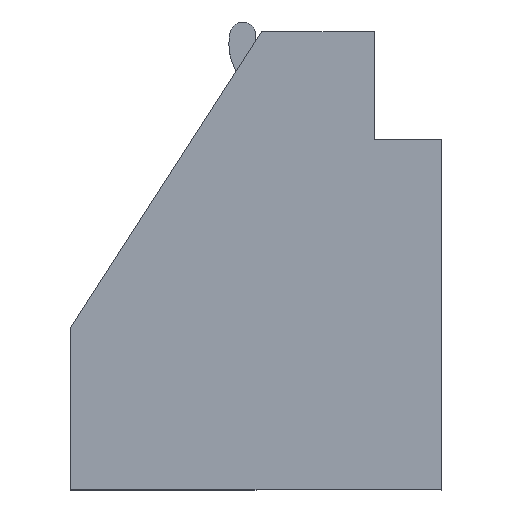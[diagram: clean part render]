
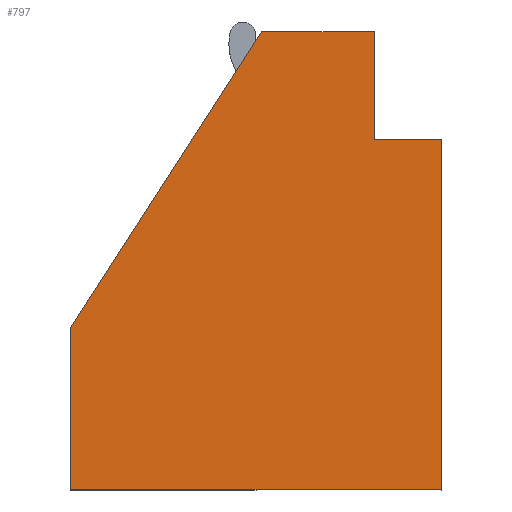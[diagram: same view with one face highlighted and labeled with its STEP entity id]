
A CAD part, top view. The second image highlights one B-rep face of the part: STEP entity #797.
In plain terms, the highlighted planar face has unit normal (0, 0, 1).
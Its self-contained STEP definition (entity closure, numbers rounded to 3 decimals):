
#19 = DIRECTION ( 'NONE',  ( -0.542, -0.84, 0. ) ) ;
#63 = CARTESIAN_POINT ( 'NONE',  ( 0., 0., 9.525 ) ) ;
#73 = DIRECTION ( 'NONE',  ( -1., 0., 0. ) ) ;
#102 = VECTOR ( 'NONE', #73, 1000. ) ;
#167 = VERTEX_POINT ( 'NONE', #1940 ) ;
#237 = ORIENTED_EDGE ( 'NONE', *, *, #570, .T. ) ;
#241 = CARTESIAN_POINT ( 'NONE',  ( 12.409, 12.148, 9.525 ) ) ;
#348 = LINE ( 'NONE', #822, #102 ) ;
#350 = DIRECTION ( 'NONE',  ( 1., 0., 0. ) ) ;
#358 = LINE ( 'NONE', #1360, #2525 ) ;
#430 = CARTESIAN_POINT ( 'NONE',  ( -5.182, -14.399, 9.525 ) ) ;
#459 = DIRECTION ( 'NONE',  ( 0., 1., 0. ) ) ;
#467 = CARTESIAN_POINT ( 'NONE',  ( 12.409, 5.887, 9.525 ) ) ;
#555 = EDGE_CURVE ( 'NONE', #647, #2040, #1753, .T. ) ;
#570 = EDGE_CURVE ( 'NONE', #2318, #737, #358, .T. ) ;
#647 = VERTEX_POINT ( 'NONE', #2394 ) ;
#689 = CARTESIAN_POINT ( 'NONE',  ( 16.305, -14.399, 9.525 ) ) ;
#722 = LINE ( 'NONE', #2718, #906 ) ;
#737 = VERTEX_POINT ( 'NONE', #1669 ) ;
#797 = ADVANCED_FACE ( 'NONE', ( #3065 ), #1869, .T. ) ;
#822 = CARTESIAN_POINT ( 'NONE',  ( 12.409, 12.148, 9.525 ) ) ;
#858 = VECTOR ( 'NONE', #1473, 1000. ) ;
#906 = VECTOR ( 'NONE', #459, 1000. ) ;
#971 = DIRECTION ( 'NONE',  ( -1., 0., 0. ) ) ;
#1101 = EDGE_CURVE ( 'NONE', #2040, #1781, #3020, .T. ) ;
#1113 = VECTOR ( 'NONE', #19, 1000. ) ;
#1360 = CARTESIAN_POINT ( 'NONE',  ( 16.305, 5.887, 9.525 ) ) ;
#1380 = EDGE_CURVE ( 'NONE', #1781, #2318, #2673, .T. ) ;
#1435 = DIRECTION ( 'NONE',  ( 1., 0., 0. ) ) ;
#1473 = DIRECTION ( 'NONE',  ( 0., -1., 0. ) ) ;
#1635 = ORIENTED_EDGE ( 'NONE', *, *, #2640, .T. ) ;
#1669 = CARTESIAN_POINT ( 'NONE',  ( 16.305, 5.887, 9.525 ) ) ;
#1712 = CARTESIAN_POINT ( 'NONE',  ( -5.182, -5.009, 9.525 ) ) ;
#1741 = ORIENTED_EDGE ( 'NONE', *, *, #2789, .T. ) ;
#1753 = LINE ( 'NONE', #2258, #1113 ) ;
#1775 = AXIS2_PLACEMENT_3D ( 'NONE', #63, #3116, #350 ) ;
#1781 = VERTEX_POINT ( 'NONE', #1897 ) ;
#1863 = ORIENTED_EDGE ( 'NONE', *, *, #1101, .T. ) ;
#1869 = PLANE ( 'NONE',  #1775 ) ;
#1877 = EDGE_CURVE ( 'NONE', #167, #2637, #722, .T. ) ;
#1897 = CARTESIAN_POINT ( 'NONE',  ( -5.182, -14.399, 9.525 ) ) ;
#1940 = CARTESIAN_POINT ( 'NONE',  ( 12.409, 5.887, 9.525 ) ) ;
#2040 = VERTEX_POINT ( 'NONE', #2764 ) ;
#2064 = ORIENTED_EDGE ( 'NONE', *, *, #1380, .T. ) ;
#2258 = CARTESIAN_POINT ( 'NONE',  ( 5.894, 12.148, 9.525 ) ) ;
#2318 = VERTEX_POINT ( 'NONE', #689 ) ;
#2394 = CARTESIAN_POINT ( 'NONE',  ( 5.894, 12.148, 9.525 ) ) ;
#2522 = ORIENTED_EDGE ( 'NONE', *, *, #555, .T. ) ;
#2525 = VECTOR ( 'NONE', #3123, 1000. ) ;
#2550 = VECTOR ( 'NONE', #971, 1000. ) ;
#2551 = ORIENTED_EDGE ( 'NONE', *, *, #1877, .T. ) ;
#2637 = VERTEX_POINT ( 'NONE', #241 ) ;
#2640 = EDGE_CURVE ( 'NONE', #737, #167, #3217, .T. ) ;
#2673 = LINE ( 'NONE', #430, #3011 ) ;
#2707 = EDGE_LOOP ( 'NONE', ( #237, #1635, #2551, #1741, #2522, #1863, #2064 ) ) ;
#2718 = CARTESIAN_POINT ( 'NONE',  ( 12.409, 5.887, 9.525 ) ) ;
#2764 = CARTESIAN_POINT ( 'NONE',  ( -5.182, -5.009, 9.525 ) ) ;
#2789 = EDGE_CURVE ( 'NONE', #2637, #647, #348, .T. ) ;
#3011 = VECTOR ( 'NONE', #1435, 1000. ) ;
#3020 = LINE ( 'NONE', #1712, #858 ) ;
#3065 = FACE_OUTER_BOUND ( 'NONE', #2707, .T. ) ;
#3116 = DIRECTION ( 'NONE',  ( 0., 0., 1. ) ) ;
#3123 = DIRECTION ( 'NONE',  ( 0., 1., 0. ) ) ;
#3217 = LINE ( 'NONE', #467, #2550 ) ;
